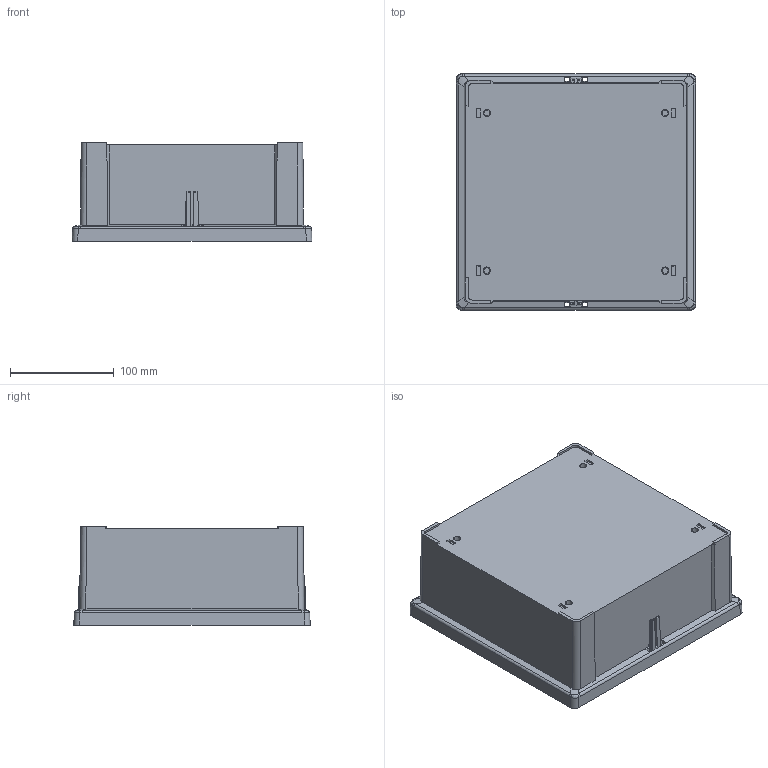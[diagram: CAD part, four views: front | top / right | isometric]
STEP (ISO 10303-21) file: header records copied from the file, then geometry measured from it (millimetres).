
FILE_DESCRIPTION (( 'STEP AP214' ), '1' );
FILE_NAME ('8x8_screw_base.STEP', '2009-04-01T08:21:16', ( '' ), ( '' ), 'SwSTEP 2.0', 'SolidWorks 2008', '' );
FILE_SCHEMA (( 'AUTOMOTIVE_DESIGN' ));
Length unit declared in the file: millimetre
Products named in the file (1): 8x8_screw_base
Bounding box: 231.4 x 228 x 94.85 mm (x, y, z)
Volume: 584384.2 mm3; surface area: 270016.2 mm2
Topology: 1 solids, 1 shells, 479 faces, 1296 edges, 850 vertices
Faces by surface type: plane 309, bspline 124, cylinder 46
Entity records: 17260 total; most frequent: CARTESIAN_POINT 6167, ORIENTED_EDGE 2592, DIRECTION 1870, EDGE_CURVE 1296, VECTOR 870, LINE 870, VERTEX_POINT 850, EDGE_LOOP 518
